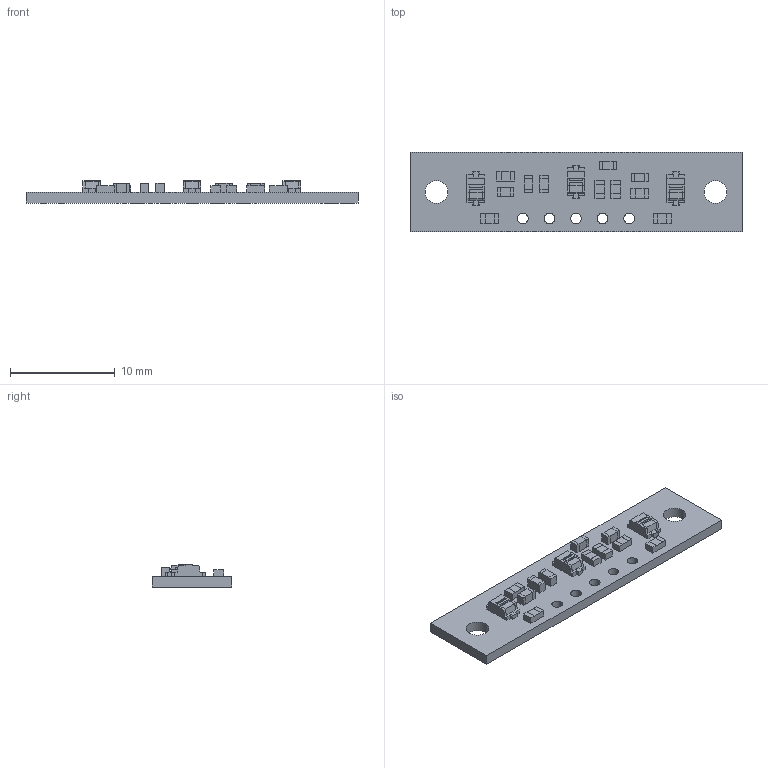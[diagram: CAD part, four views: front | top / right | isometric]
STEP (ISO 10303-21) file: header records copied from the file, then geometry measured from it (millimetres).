
FILE_DESCRIPTION (( 'STEP AP214' ), '1' );
FILE_NAME ('qtr-3rc-reflectance-sensor.STEP', '2017-05-03T22:25:27', ( '' ), ( '' ), 'SwSTEP 2.0', 'SolidWorks 2016', '' );
FILE_SCHEMA (( 'AUTOMOTIVE_DESIGN' ));
Length unit declared in the file: millimetre
Products named in the file (1): qtr-3rc-reflectance-sensor
Bounding box: 31.75 x 7.62 x 2.12 mm (x, y, z)
Volume: 259 mm3; surface area: 643.3 mm2
Topology: 1 solids, 1 shells, 644 faces, 1701 edges, 1110 vertices
Faces by surface type: plane 483, bspline 147, cylinder 14
Entity records: 31643 total; most frequent: CARTESIAN_POINT 9625, ORIENTED_EDGE 3402, DIRECTION 2401, EDGE_CURVE 1701, VECTOR 1349, LINE 1349, VERTEX_POINT 1110, EDGE_LOOP 709
